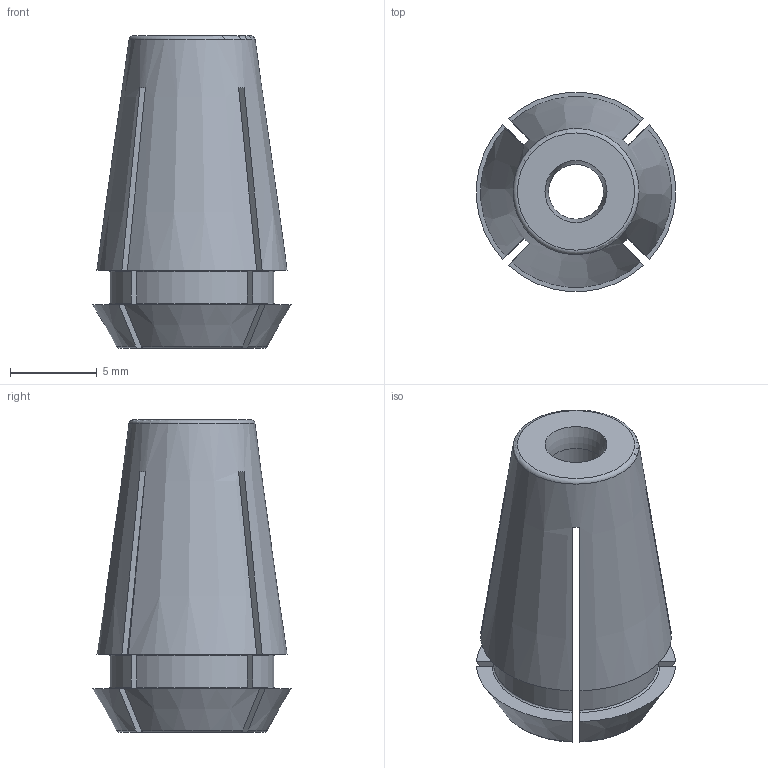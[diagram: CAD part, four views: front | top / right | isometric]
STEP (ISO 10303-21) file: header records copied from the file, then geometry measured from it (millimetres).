
FILE_DESCRIPTION(/* description */ (''),/* implementation_level */ '2;1');
FILE_NAME(/* name */ '111103185.stp',/* time_stamp */ '2022-04-13T14:59:44',/* author */ ('LRA'),/* organization */ ('REGO-FIX'),/* preprocessor_version */ ' Unknown',/* originating_system */ 'SIEMENS PLM Software Solid Edge ST10',/* authorization */ 'Unknown');
FILE_SCHEMA (('AUTOMOTIVE_DESIGN { 1 0 10303 214 2 1 1}'));
Length unit declared in the file: millimetre
Products named in the file (1): NOCUT
Bounding box: 11.46 x 11.46 x 18 mm (x, y, z)
Volume: 1002.2 mm3; surface area: 1182.5 mm2
Topology: 1 solids, 1 shells, 54 faces, 156 edges, 103 vertices
Faces by surface type: plane 25, torus 18, cone 6, cylinder 5
Full cylindrical faces by diameter (mm): 3.175 x1
Entity records: 1822 total; most frequent: CARTESIAN_POINT 449, ORIENTED_EDGE 296, DIRECTION 266, EDGE_CURVE 148, AXIS2_PLACEMENT_3D 109, VERTEX_POINT 100, EDGE_LOOP 58, FACE_BOUND 58
